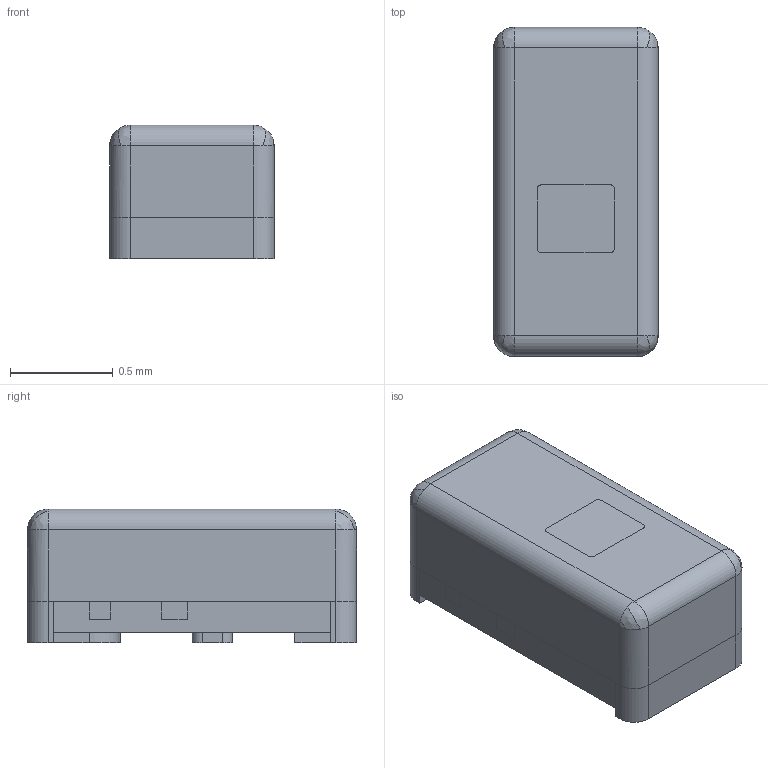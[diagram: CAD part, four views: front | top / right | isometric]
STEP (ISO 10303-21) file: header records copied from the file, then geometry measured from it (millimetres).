
FILE_DESCRIPTION (( 'STEP AP214' ), '1' );
FILE_NAME ('TLMG1100-GS08.STEP', '2023-02-23T17:59:48', ( 'ADMIN' ), ( '' ), 'SwSTEP 2.0', 'SolidWorks 2016', '' );
FILE_SCHEMA (( 'AUTOMOTIVE_DESIGN' ));
Length unit declared in the file: millimetre
Products named in the file (8): 2; 1; TLMG1100-GS08; Diod logo; Vishay logo; 5; 4; 3
Assembly tree (7 placements, depth 2):
  TLMG1100-GS08
    1
    2
    3
    4
    5
    Vishay logo
    Diod logo
Bounding box: 0.8 x 1.6 x 0.65 mm (x, y, z)
Volume: 0.8 mm3; surface area: 10.5 mm2
Topology: 19 solids, 19 shells, 250 faces, 631 edges, 412 vertices
Faces by surface type: plane 192, cylinder 34, bspline 24
Entity records: 10761 total; most frequent: CARTESIAN_POINT 1647, ORIENTED_EDGE 1246, DIRECTION 1149, EDGE_CURVE 623, VECTOR 505, LINE 505, VERTEX_POINT 412, AXIS2_PLACEMENT_3D 322
